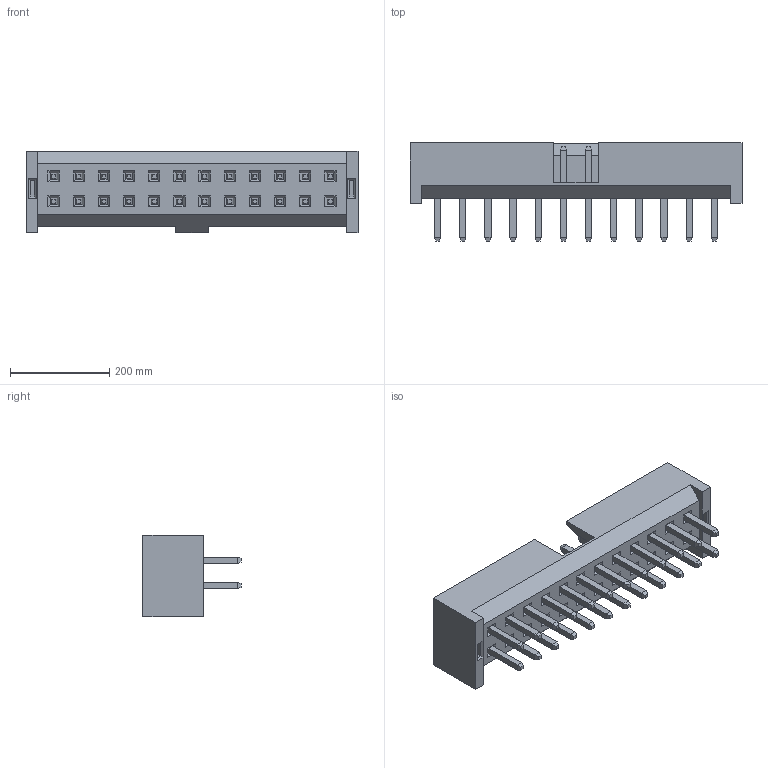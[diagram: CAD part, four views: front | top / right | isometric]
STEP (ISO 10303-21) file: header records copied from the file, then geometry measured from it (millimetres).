
FILE_DESCRIPTION( ('This file contains a STEP AP42 implementation' ,'as created by ZW3D STEP Interface translator.') ,'2;1' );
FILE_NAME( '3124A-24SG0BK00T1.stp' ,'23 4 7.1550 8', (''), ('ZWCAD Software Co.'), 'Version 1.0', 'ZW3D to STEP translator', '' );
FILE_SCHEMA(('AUTOMOTIVE_DESIGN { 1 0 10303 214 1 1 1 1 }'));
Length unit declared in the file: millimetre
Products named in the file (1): 0
Bounding box: 670.31 x 198.12 x 165.1 mm (x, y, z)
Volume: 5711155 mm3; surface area: 689645.1 mm2
Topology: 1 solids, 1 shells, 577 faces, 1467 edges, 942 vertices
Faces by surface type: plane 577
Entity records: 21025 total; most frequent: CARTESIAN_POINT 8882, ORIENTED_EDGE 2934, EDGE_CURVE 1467, DIRECTION 1444, B_SPLINE_CURVE_WITH_KNOTS 1179, VERTEX_POINT 942, EDGE_LOOP 627, AXIS2_PLACEMENT_3D 578
